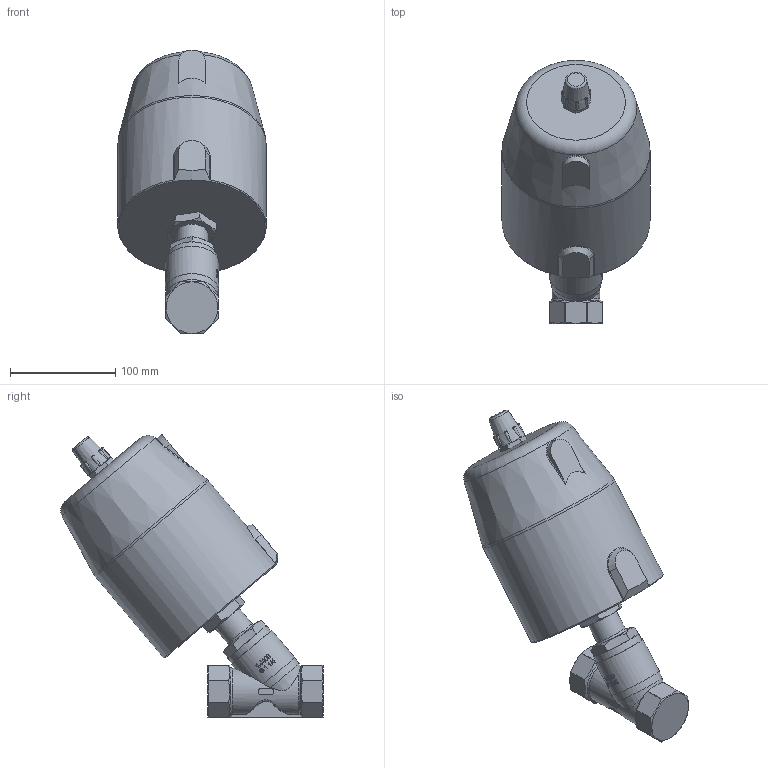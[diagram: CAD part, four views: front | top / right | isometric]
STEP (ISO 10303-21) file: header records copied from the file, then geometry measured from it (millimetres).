
FILE_DESCRIPTION(/* description */ ('3D-Modell'),/* implementation_level */ '2;1');
FILE_NAME(/* name */ '063.002262_A6326-0804-7163.stp',/* time_stamp */ '2018-04-23T13:08:13+02:00',/* author */ ('EFast'),/* organization */ (''),/* preprocessor_version */ 'ST-DEVELOPER v16.1',/* originating_system */ 'Autodesk Inventor 2016',/* authorisation */ '');
FILE_SCHEMA (('AUTOMOTIVE_DESIGN { 1 0 10303 214 3 1 1 }'));
Length unit declared in the file: millimetre
Products named in the file (1): 88-003090
Bounding box: 141 x 249.75 x 269.86 mm (x, y, z)
Volume: 2843907 mm3; surface area: 133167 mm2
Topology: 1 solids, 1 shells, 377 faces, 999 edges, 652 vertices
Faces by surface type: plane 162, bspline 100, cylinder 65, cone 35, torus 15
Full cylindrical faces by diameter (mm): 30 x1, 48 x1, 50.5 x1, 141 x1
Entity records: 36784 total; most frequent: CARTESIAN_POINT 28607, ORIENTED_EDGE 1946, DIRECTION 1297, EDGE_CURVE 973, VERTEX_POINT 641, AXIS2_PLACEMENT_3D 474, EDGE_LOOP 418, FACE_OUTER_BOUND 376
